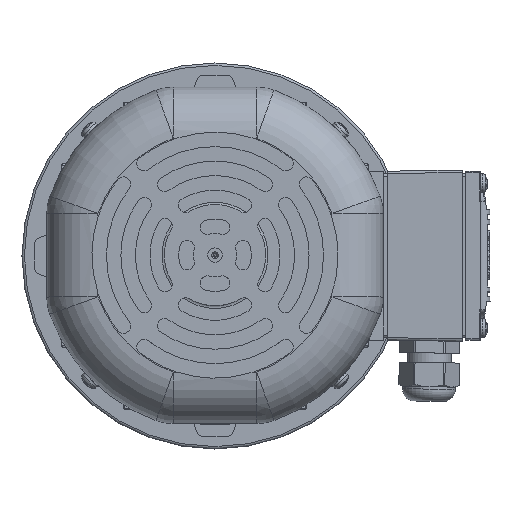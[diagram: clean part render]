
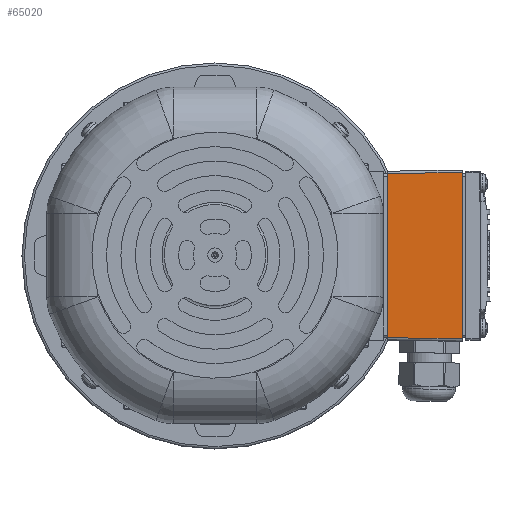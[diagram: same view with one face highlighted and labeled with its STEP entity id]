
A CAD part, top view. The second image highlights one B-rep face of the part: STEP entity #65020.
In plain terms, the highlighted face is planar.
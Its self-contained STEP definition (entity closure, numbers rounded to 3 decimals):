
#64676=CARTESIAN_POINT('',(-34.5,-35.5,31.0));
#64677=VERTEX_POINT('',#64676);
#64695=CARTESIAN_POINT('',(-34.,-35.0,0.0));
#64696=VERTEX_POINT('',#64695);
#64704=CARTESIAN_POINT('',(-34.,-35.0,0.0));
#64705=DIRECTION('',(-0.016,-0.016,1.));
#64706=VECTOR('',#64705,31.008);
#64707=LINE('',#64704,#64706);
#64708=EDGE_CURVE('',#64696,#64677,#64707,.T.);
#64719=CARTESIAN_POINT('',(34.5,-35.5,31.0));
#64720=VERTEX_POINT('',#64719);
#64721=CARTESIAN_POINT('',(34.5,-35.5,31.0));
#64722=DIRECTION('',(-1.0,0.0,0.0));
#64723=VECTOR('',#64722,69.);
#64724=LINE('',#64721,#64723);
#64725=EDGE_CURVE('',#64720,#64677,#64724,.T.);
#64997=CARTESIAN_POINT('',(35.0,-35.0,0.0));
#64998=DIRECTION('',(0.,-1.,-0.016));
#64999=DIRECTION('',(0.0,0.016,-1.));
#65000=AXIS2_PLACEMENT_3D('',#64997,#64998,#64999);
#65001=PLANE('',#65000);
#65002=ORIENTED_EDGE('',*,*,#64708,.F.);
#65003=CARTESIAN_POINT('',(34.,-35.0,0.0));
#65004=VERTEX_POINT('',#65003);
#65005=CARTESIAN_POINT('',(34.,-35.0,0.0));
#65006=DIRECTION('',(-1.0,0.0,0.0));
#65007=VECTOR('',#65006,68.);
#65008=LINE('',#65005,#65007);
#65009=EDGE_CURVE('',#65004,#64696,#65008,.T.);
#65010=ORIENTED_EDGE('',*,*,#65009,.F.);
#65011=CARTESIAN_POINT('',(34.5,-35.5,31.0));
#65012=DIRECTION('',(-0.016,0.016,-1.));
#65013=VECTOR('',#65012,31.008);
#65014=LINE('',#65011,#65013);
#65015=EDGE_CURVE('',#64720,#65004,#65014,.T.);
#65016=ORIENTED_EDGE('',*,*,#65015,.F.);
#65017=ORIENTED_EDGE('',*,*,#64725,.T.);
#65018=EDGE_LOOP('',(#65002,#65010,#65016,#65017));
#65019=FACE_OUTER_BOUND('',#65018,.T.);
#65020=ADVANCED_FACE('',(#65019),#65001,.T.);
